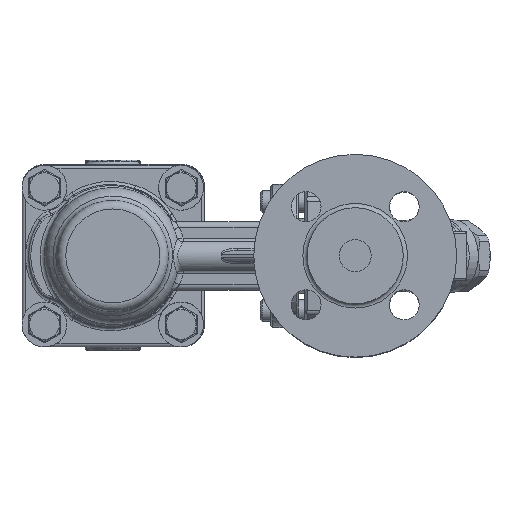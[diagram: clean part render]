
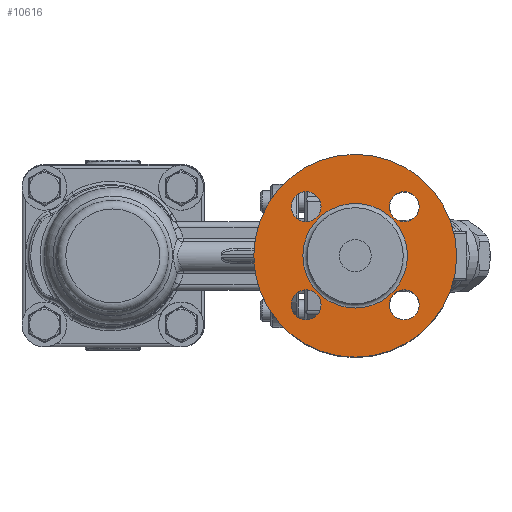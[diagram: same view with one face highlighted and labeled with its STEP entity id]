
A CAD part, top view. The second image highlights one B-rep face of the part: STEP entity #10616.
In plain terms, the highlighted planar face has unit normal (0, 0, 1).
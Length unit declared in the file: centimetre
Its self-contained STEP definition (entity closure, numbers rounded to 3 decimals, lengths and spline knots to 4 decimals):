
#2016=FACE_BOUND('',#3753,.T.);
#2017=FACE_BOUND('',#3754,.T.);
#2018=FACE_BOUND('',#3755,.T.);
#2019=FACE_BOUND('',#3756,.T.);
#2020=FACE_BOUND('',#3757,.T.);
#2939=FACE_OUTER_BOUND('',#3752,.T.);
#3752=EDGE_LOOP('',(#9664));
#3753=EDGE_LOOP('',(#9665));
#3754=EDGE_LOOP('',(#9666));
#3755=EDGE_LOOP('',(#9667));
#3756=EDGE_LOOP('',(#9668));
#3757=EDGE_LOOP('',(#9669));
#4393=CIRCLE('',#11846,0.7);
#4395=CIRCLE('',#11849,0.7);
#4397=CIRCLE('',#11852,0.7);
#4399=CIRCLE('',#11855,0.7);
#4400=CIRCLE('',#11857,4.75);
#4401=CIRCLE('',#11858,2.45);
#5318=VERTEX_POINT('',#23231);
#5320=VERTEX_POINT('',#23236);
#5322=VERTEX_POINT('',#23241);
#5324=VERTEX_POINT('',#23246);
#5325=VERTEX_POINT('',#23249);
#5326=VERTEX_POINT('',#23251);
#6779=EDGE_CURVE('',#5318,#5318,#4393,.T.);
#6781=EDGE_CURVE('',#5320,#5320,#4395,.T.);
#6783=EDGE_CURVE('',#5322,#5322,#4397,.T.);
#6785=EDGE_CURVE('',#5324,#5324,#4399,.T.);
#6786=EDGE_CURVE('',#5325,#5325,#4400,.T.);
#6787=EDGE_CURVE('',#5326,#5326,#4401,.T.);
#9664=ORIENTED_EDGE('',*,*,#6786,.F.);
#9665=ORIENTED_EDGE('',*,*,#6779,.T.);
#9666=ORIENTED_EDGE('',*,*,#6781,.T.);
#9667=ORIENTED_EDGE('',*,*,#6783,.T.);
#9668=ORIENTED_EDGE('',*,*,#6785,.T.);
#9669=ORIENTED_EDGE('',*,*,#6787,.F.);
#9948=PLANE('',#11856);
#10616=ADVANCED_FACE('',(#2939,#2016,#2017,#2018,#2019,#2020),#9948,.T.);
#11846=AXIS2_PLACEMENT_3D('',#23232,#14725,#14726);
#11849=AXIS2_PLACEMENT_3D('',#23237,#14731,#14732);
#11852=AXIS2_PLACEMENT_3D('',#23242,#14737,#14738);
#11855=AXIS2_PLACEMENT_3D('',#23247,#14743,#14744);
#11856=AXIS2_PLACEMENT_3D('',#23248,#14745,#14746);
#11857=AXIS2_PLACEMENT_3D('',#23250,#14747,#14748);
#11858=AXIS2_PLACEMENT_3D('',#23252,#14749,#14750);
#14725=DIRECTION('center_axis',(0.,0.,
-1.));
#14726=DIRECTION('ref_axis',(-1.,0.,0.));
#14731=DIRECTION('center_axis',(0.,0.,
-1.));
#14732=DIRECTION('ref_axis',(0.,-1.,0.));
#14737=DIRECTION('center_axis',(0.,0.,
-1.));
#14738=DIRECTION('ref_axis',(1.,0.,0.));
#14743=DIRECTION('center_axis',(0.,0.,
-1.));
#14744=DIRECTION('ref_axis',(0.,1.,0.));
#14745=DIRECTION('center_axis',(0.,0.,
1.));
#14746=DIRECTION('ref_axis',(1.,0.,0.));
#14747=DIRECTION('center_axis',(0.,0.,
-1.));
#14748=DIRECTION('ref_axis',(-1.,0.,0.));
#14749=DIRECTION('center_axis',(0.,0.,
1.));
#14750=DIRECTION('ref_axis',(-1.,0.,0.));
#23231=CARTESIAN_POINT('',(6.9278,5.259,5.0621));
#23232=CARTESIAN_POINT('Origin',(6.2278,5.259,5.0621));
#23236=CARTESIAN_POINT('',(10.824,5.959,5.0621));
#23237=CARTESIAN_POINT('Origin',(10.824,5.259,5.0621));
#23241=CARTESIAN_POINT('',(10.124,9.8552,5.0621));
#23242=CARTESIAN_POINT('Origin',(10.824,9.8552,5.0621));
#23246=CARTESIAN_POINT('',(6.2278,9.1552,5.0621));
#23247=CARTESIAN_POINT('Origin',(6.2278,9.8552,5.0621));
#23248=CARTESIAN_POINT('Origin',(8.5259,7.5571,5.0621));
#23249=CARTESIAN_POINT('',(13.2759,7.5571,5.0621));
#23250=CARTESIAN_POINT('Origin',(8.5259,7.5571,5.0621));
#23251=CARTESIAN_POINT('',(10.9759,7.5571,5.0621));
#23252=CARTESIAN_POINT('Origin',(8.5259,7.5571,5.0621));
